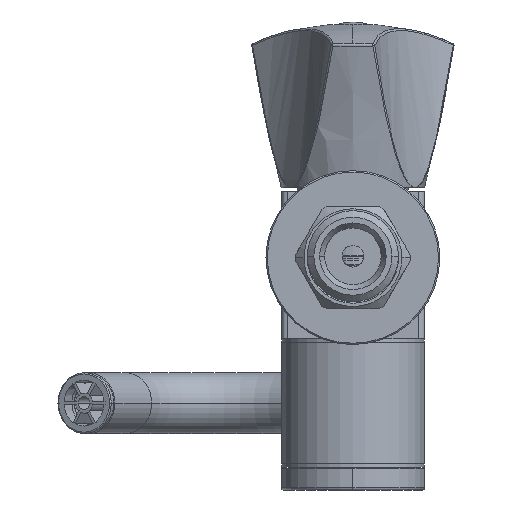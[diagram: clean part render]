
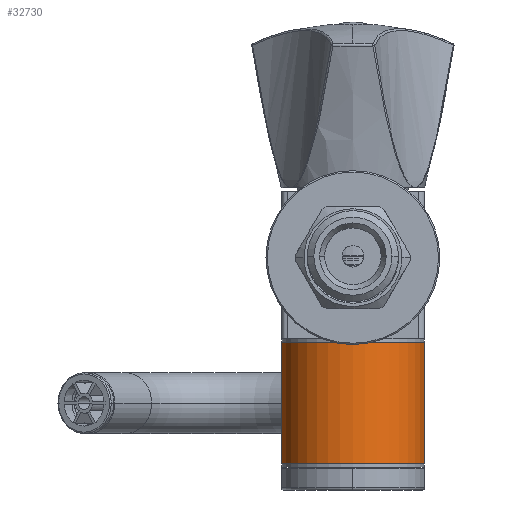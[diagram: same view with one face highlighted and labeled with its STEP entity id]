
A CAD part, front view. The second image highlights one B-rep face of the part: STEP entity #32730.
In plain terms, the highlighted cylindrical face has radius 16.5 mm (diameter 33 mm), a partial arc.
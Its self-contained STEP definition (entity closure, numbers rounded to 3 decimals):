
#32040=CARTESIAN_POINT('',(0.,0.,-14.));
#32041=DIRECTION('',(0.,0.,1.));
#32042=DIRECTION('',(-1.,0.,0.));
#32043=AXIS2_PLACEMENT_3D('',#32040,#32041,#32042);
#32055=DIRECTION('',(0.,0.,1.));
#32056=VECTOR('',#32055,28.);
#32057=CARTESIAN_POINT('',(16.5,0.,-14.));
#32058=LINE('',#32057,#32056);
#32147=DIRECTION('',(0.,0.,1.));
#32148=VECTOR('',#32147,28.);
#32149=CARTESIAN_POINT('',(-16.5,0.,-14.));
#32150=LINE('',#32149,#32148);
#32156=CARTESIAN_POINT('',(0.,0.,14.));
#32157=DIRECTION('',(0.,0.,1.));
#32158=DIRECTION('',(-1.,0.,0.));
#32159=AXIS2_PLACEMENT_3D('',#32156,#32157,#32158);
#32597=CARTESIAN_POINT('',(16.5,0.,-14.));
#32598=CARTESIAN_POINT('',(-16.5,0.,-14.));
#32599=VERTEX_POINT('',#32597);
#32600=VERTEX_POINT('',#32598);
#32601=CARTESIAN_POINT('',(16.5,0.,14.));
#32602=CARTESIAN_POINT('',(-16.5,0.,14.));
#32603=VERTEX_POINT('',#32601);
#32604=VERTEX_POINT('',#32602);
#32718=CARTESIAN_POINT('',(0.,0.,-14.));
#32719=DIRECTION('',(0.,0.,1.));
#32720=DIRECTION('',(1.,0.,0.));
#32721=AXIS2_PLACEMENT_3D('',#32718,#32719,#32720);
#32722=CYLINDRICAL_SURFACE('',#32721,16.5);
#32723=ORIENTED_EDGE('',*,*,#32686,.F.);
#32724=ORIENTED_EDGE('',*,*,#32707,.T.);
#32726=ORIENTED_EDGE('',*,*,#32725,.T.);
#32727=ORIENTED_EDGE('',*,*,#32703,.F.);
#32728=EDGE_LOOP('',(#32723,#32724,#32726,#32727));
#32729=FACE_OUTER_BOUND('',#32728,.F.);
#32730=ADVANCED_FACE('',(#32729),#32722,.T.);
#32044=CIRCLE('',#32043,16.5);
#32160=CIRCLE('',#32159,16.5);
#32686=EDGE_CURVE('',#32600,#32599,#32044,.T.);
#32703=EDGE_CURVE('',#32599,#32603,#32058,.T.);
#32707=EDGE_CURVE('',#32600,#32604,#32150,.T.);
#32725=EDGE_CURVE('',#32604,#32603,#32160,.T.);
